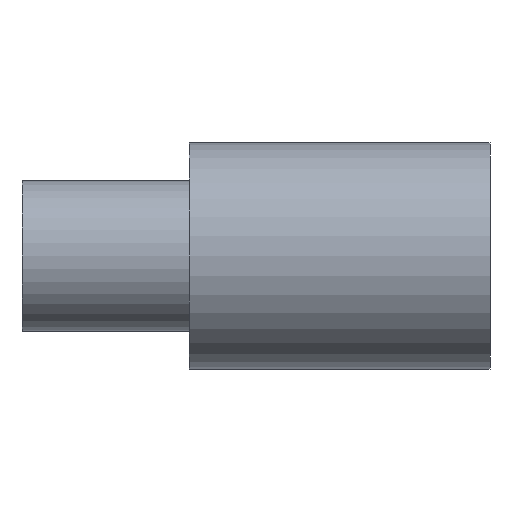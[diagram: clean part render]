
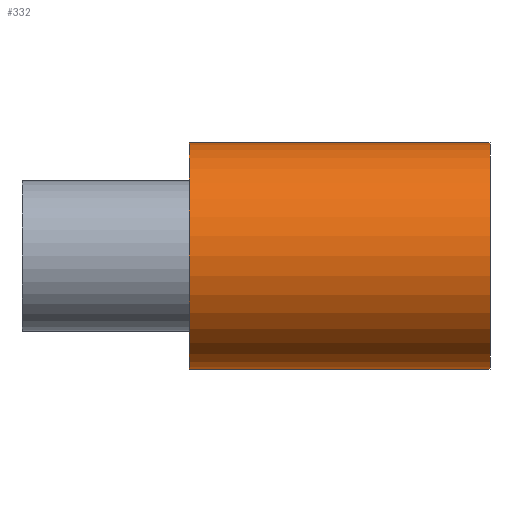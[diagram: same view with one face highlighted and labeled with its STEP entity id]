
A CAD part, left-side view. The second image highlights one B-rep face of the part: STEP entity #332.
In plain terms, the highlighted cylindrical face has radius 1.35 mm (diameter 2.7 mm), a partial arc.
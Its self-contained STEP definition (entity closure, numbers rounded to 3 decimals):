
#20 = LINE ( 'NONE', #98, #271 ) ;
#39 = DIRECTION ( 'NONE',  ( 0., 0., -1. ) ) ;
#52 = EDGE_CURVE ( 'NONE', #478, #432, #445, .T. ) ;
#88 = DIRECTION ( 'NONE',  ( 0., 1., 0. ) ) ;
#98 = CARTESIAN_POINT ( 'NONE',  ( 0., 9., 1.35 ) ) ;
#108 = EDGE_CURVE ( 'NONE', #432, #168, #236, .T. ) ;
#162 = ORIENTED_EDGE ( 'NONE', *, *, #108, .F. ) ;
#165 = DIRECTION ( 'NONE',  ( 0., -1., 0. ) ) ;
#168 = VERTEX_POINT ( 'NONE', #189 ) ;
#183 = EDGE_CURVE ( 'NONE', #374, #168, #20, .T. ) ;
#189 = CARTESIAN_POINT ( 'NONE',  ( 0., 7., 1.35 ) ) ;
#202 = DIRECTION ( 'NONE',  ( 0., 0., 1. ) ) ;
#207 = DIRECTION ( 'NONE',  ( 0., 1., 0. ) ) ;
#208 = CARTESIAN_POINT ( 'NONE',  ( 0., 7., 0. ) ) ;
#222 = EDGE_LOOP ( 'NONE', ( #319, #241, #288, #162 ) ) ;
#227 = CIRCLE ( 'NONE', #253, 1.35 ) ;
#236 = CIRCLE ( 'NONE', #302, 1.35 ) ;
#241 = ORIENTED_EDGE ( 'NONE', *, *, #364, .F. ) ;
#244 = DIRECTION ( 'NONE',  ( 0., 0., 1. ) ) ;
#253 = AXIS2_PLACEMENT_3D ( 'NONE', #483, #165, #39 ) ;
#271 = VECTOR ( 'NONE', #454, 1000. ) ;
#288 = ORIENTED_EDGE ( 'NONE', *, *, #183, .T. ) ;
#302 = AXIS2_PLACEMENT_3D ( 'NONE', #208, #88, #244 ) ;
#304 = CARTESIAN_POINT ( 'NONE',  ( 0., 3.41, -1.35 ) ) ;
#319 = ORIENTED_EDGE ( 'NONE', *, *, #52, .F. ) ;
#332 = ADVANCED_FACE ( 'NONE', ( #351 ), #487, .T. ) ;
#351 = FACE_OUTER_BOUND ( 'NONE', #222, .T. ) ;
#354 = AXIS2_PLACEMENT_3D ( 'NONE', #436, #207, #202 ) ;
#355 = CARTESIAN_POINT ( 'NONE',  ( 0., 3.41, 1.35 ) ) ;
#364 = EDGE_CURVE ( 'NONE', #374, #478, #227, .T. ) ;
#368 = DIRECTION ( 'NONE',  ( 0., 1., 0. ) ) ;
#374 = VERTEX_POINT ( 'NONE', #355 ) ;
#389 = VECTOR ( 'NONE', #368, 1000. ) ;
#432 = VERTEX_POINT ( 'NONE', #503 ) ;
#436 = CARTESIAN_POINT ( 'NONE',  ( 0., 9., 0. ) ) ;
#443 = CARTESIAN_POINT ( 'NONE',  ( 0., 9., -1.35 ) ) ;
#445 = LINE ( 'NONE', #443, #389 ) ;
#454 = DIRECTION ( 'NONE',  ( 0., 1., 0. ) ) ;
#478 = VERTEX_POINT ( 'NONE', #304 ) ;
#483 = CARTESIAN_POINT ( 'NONE',  ( 0., 3.41, 0. ) ) ;
#487 = CYLINDRICAL_SURFACE ( 'NONE', #354, 1.35 ) ;
#503 = CARTESIAN_POINT ( 'NONE',  ( 0., 7., -1.35 ) ) ;
